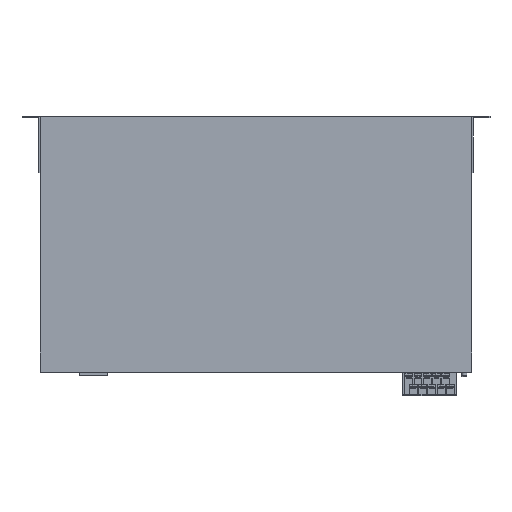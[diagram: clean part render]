
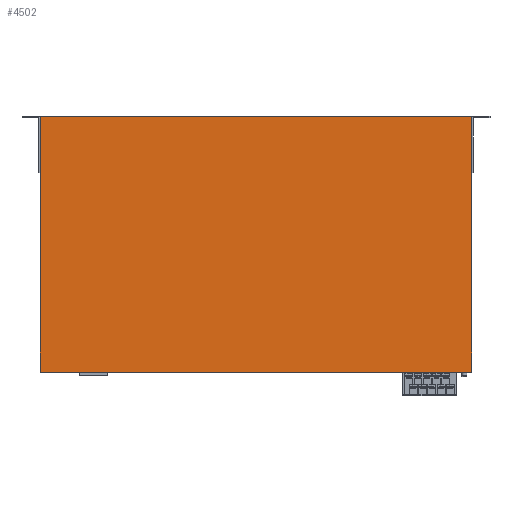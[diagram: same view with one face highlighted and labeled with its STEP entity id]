
A CAD part, front view. The second image highlights one B-rep face of the part: STEP entity #4502.
In plain terms, the highlighted planar face has unit normal (0, -1, 0).
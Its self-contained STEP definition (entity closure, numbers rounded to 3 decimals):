
#4482=AXIS2_PLACEMENT_3D('Plane Axis2P3D',#4479,#4480,#4481) ;
#2336=CARTESIAN_POINT('Vertex',(462.7,0.,24.5)) ;
#2339=CARTESIAN_POINT('Line Origine',(240.85,0.,24.5)) ;
#2343=CARTESIAN_POINT('Vertex',(19.,0.,24.5)) ;
#2415=CARTESIAN_POINT('Line Origine',(19.,0.,155.925)) ;
#2419=CARTESIAN_POINT('Vertex',(19.,0.,287.35)) ;
#4479=CARTESIAN_POINT('Axis2P3D Location',(461.6,0.,26.6)) ;
#4484=CARTESIAN_POINT('Line Origine',(240.85,0.,287.35)) ;
#4488=CARTESIAN_POINT('Vertex',(462.7,0.,287.35)) ;
#4491=CARTESIAN_POINT('Line Origine',(462.7,0.,155.925)) ;
#2340=DIRECTION('Vector Direction',(1.,0.,0.)) ;
#2416=DIRECTION('Vector Direction',(0.,0.,-1.)) ;
#4480=DIRECTION('Axis2P3D Direction',(0.,-1.,0.)) ;
#4481=DIRECTION('Axis2P3D XDirection',(-1.,0.,0.)) ;
#4485=DIRECTION('Vector Direction',(-1.,0.,0.)) ;
#4492=DIRECTION('Vector Direction',(0.,0.,1.)) ;
#2341=VECTOR('Line Direction',#2340,1.) ;
#2417=VECTOR('Line Direction',#2416,1.) ;
#4486=VECTOR('Line Direction',#4485,1.) ;
#4493=VECTOR('Line Direction',#4492,1.) ;
#4497=ORIENTED_EDGE('',*,*,#4490,.T.) ;
#4498=ORIENTED_EDGE('',*,*,#2421,.T.) ;
#4499=ORIENTED_EDGE('',*,*,#2345,.T.) ;
#4500=ORIENTED_EDGE('',*,*,#4495,.T.) ;
#4502=ADVANCED_FACE('SWITCH',(#4501),#4483,.T.) ;
#2345=EDGE_CURVE('',#2344,#2337,#2342,.T.) ;
#2421=EDGE_CURVE('',#2420,#2344,#2418,.T.) ;
#4490=EDGE_CURVE('',#4489,#2420,#4487,.T.) ;
#4495=EDGE_CURVE('',#2337,#4489,#4494,.T.) ;
#4496=EDGE_LOOP('',(#4497,#4498,#4499,#4500)) ;
#4501=FACE_OUTER_BOUND('',#4496,.T.) ;
#2342=LINE('Line',#2339,#2341) ;
#2418=LINE('Line',#2415,#2417) ;
#4487=LINE('Line',#4484,#4486) ;
#4494=LINE('Line',#4491,#4493) ;
#4483=PLANE('',#4482) ;
#2337=VERTEX_POINT('',#2336) ;
#2344=VERTEX_POINT('',#2343) ;
#2420=VERTEX_POINT('',#2419) ;
#4489=VERTEX_POINT('',#4488) ;
